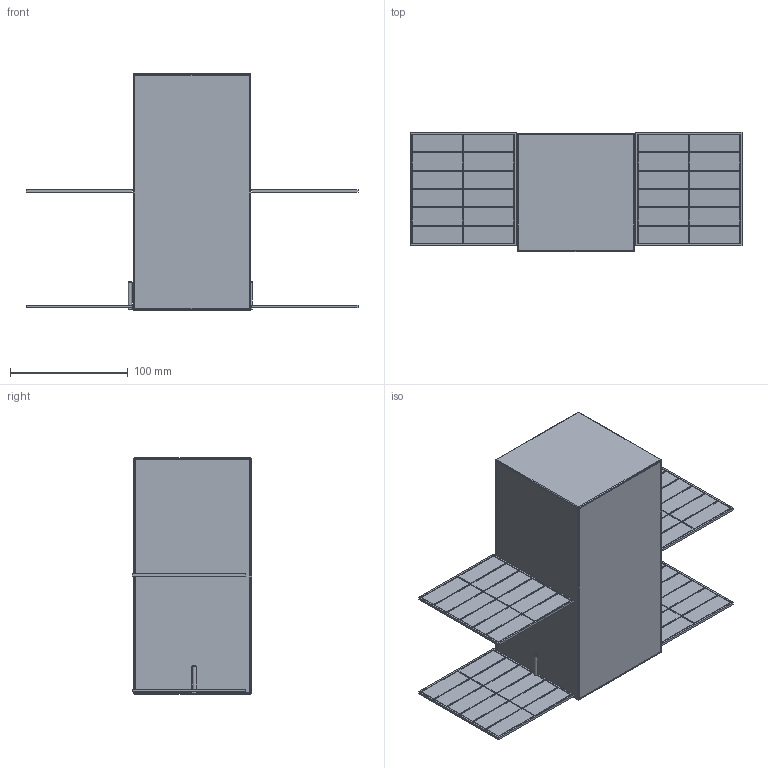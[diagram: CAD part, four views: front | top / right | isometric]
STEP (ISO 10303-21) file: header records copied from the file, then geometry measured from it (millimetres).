
FILE_DESCRIPTION(('FreeCAD Model'),'2;1');
FILE_NAME('Open CASCADE Shape Model','2025-10-29T20:29:44',('Author'),( ''),'Open CASCADE STEP processor 7.8','FreeCAD','Unknown');
FILE_SCHEMA(('AUTOMOTIVE_DESIGN { 1 0 10303 214 1 1 1 1 }'));
Length unit declared in the file: millimetre
Products named in the file (1): CubeSat_Realistic
Bounding box: 281.6 x 101 x 200.6 mm (x, y, z)
Volume: 495308 mm3; surface area: 344858.6 mm2
Topology: 52 solids, 53 shells, 598 faces, 1463 edges, 942 vertices
Faces by surface type: plane 448, cylinder 112, bspline 16, sphere 16, torus 6
Full cylindrical faces by diameter (mm): 3 x1
Entity records: 45763 total; most frequent: CARTESIAN_POINT 17066, DIRECTION 4696, LINE 3081, VECTOR 3081, ORIENTED_EDGE 2910, PCURVE 2910, DEFINITIONAL_REPRESENTATION 2910, EDGE_CURVE 1455
